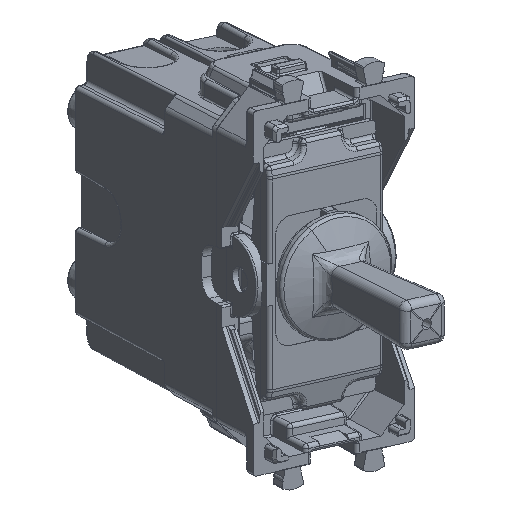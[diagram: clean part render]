
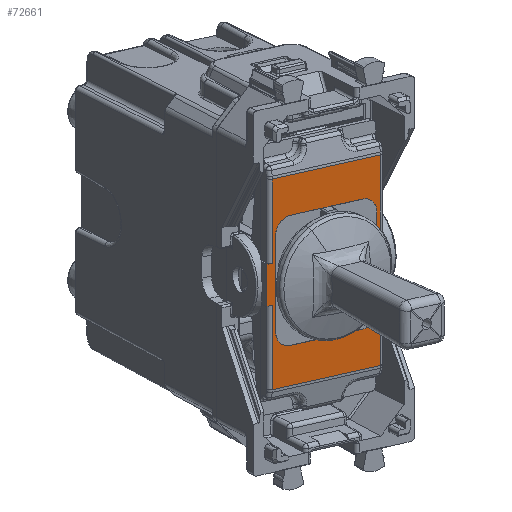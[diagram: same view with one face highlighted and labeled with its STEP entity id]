
A CAD part, top view. The second image highlights one B-rep face of the part: STEP entity #72661.
In plain terms, the highlighted face is planar.
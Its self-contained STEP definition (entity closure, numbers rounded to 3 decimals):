
#62730=CARTESIAN_POINT('Axis2P3D Location',(0.,0.,2.)) ;
#66291=CARTESIAN_POINT('Vertex',(2.585,-8.25,2.)) ;
#66294=CARTESIAN_POINT('Line Origine',(0.,-8.25,2.)) ;
#66298=CARTESIAN_POINT('Vertex',(-2.585,-8.25,2.)) ;
#66536=CARTESIAN_POINT('Vertex',(-2.585,8.25,2.)) ;
#66539=CARTESIAN_POINT('Line Origine',(0.,8.25,2.)) ;
#66543=CARTESIAN_POINT('Vertex',(2.585,8.25,2.)) ;
#70486=CARTESIAN_POINT('Vertex',(-6.,7.,2.)) ;
#70500=CARTESIAN_POINT('Vertex',(6.,7.,2.)) ;
#70503=CARTESIAN_POINT('Line Origine',(0.,7.,2.)) ;
#70520=CARTESIAN_POINT('Axis2P3D Location',(-6.,5.,2.)) ;
#70524=CARTESIAN_POINT('Vertex',(-8.,5.,2.)) ;
#70557=CARTESIAN_POINT('Vertex',(-8.,0.55,2.)) ;
#70565=CARTESIAN_POINT('Line Origine',(-8.,2.775,2.)) ;
#70581=CARTESIAN_POINT('Vertex',(-8.,-0.55,2.)) ;
#70586=CARTESIAN_POINT('Line Origine',(-8.,-2.775,2.)) ;
#70590=CARTESIAN_POINT('Vertex',(-8.,-5.,2.)) ;
#70617=CARTESIAN_POINT('Axis2P3D Location',(-6.,-5.,2.)) ;
#70621=CARTESIAN_POINT('Vertex',(-6.,-7.,2.)) ;
#70654=CARTESIAN_POINT('Vertex',(6.,-7.,2.)) ;
#70662=CARTESIAN_POINT('Line Origine',(0.,-7.,2.)) ;
#70679=CARTESIAN_POINT('Axis2P3D Location',(6.,-5.,2.)) ;
#70683=CARTESIAN_POINT('Vertex',(8.,-5.,2.)) ;
#70714=CARTESIAN_POINT('Vertex',(8.,-0.55,2.)) ;
#70724=CARTESIAN_POINT('Line Origine',(8.,-2.775,2.)) ;
#70742=CARTESIAN_POINT('Vertex',(8.,0.55,2.)) ;
#70745=CARTESIAN_POINT('Line Origine',(8.,2.775,2.)) ;
#70749=CARTESIAN_POINT('Vertex',(8.,5.,2.)) ;
#70776=CARTESIAN_POINT('Axis2P3D Location',(6.,5.,2.)) ;
#71645=CARTESIAN_POINT('Vertex',(2.585,-7.477,2.)) ;
#71650=CARTESIAN_POINT('Line Origine',(2.585,-7.739,2.)) ;
#71654=CARTESIAN_POINT('Vertex',(2.585,-8.,2.)) ;
#71657=CARTESIAN_POINT('Line Origine',(2.585,-8.125,2.)) ;
#71757=CARTESIAN_POINT('Vertex',(12.949,-7.477,2.)) ;
#71857=CARTESIAN_POINT('Line Origine',(0.,-7.477,2.)) ;
#71881=CARTESIAN_POINT('Line Origine',(-2.585,-8.125,2.)) ;
#71885=CARTESIAN_POINT('Vertex',(-2.585,-8.,2.)) ;
#71888=CARTESIAN_POINT('Line Origine',(-2.585,-7.739,2.)) ;
#71892=CARTESIAN_POINT('Vertex',(-2.585,-7.477,2.)) ;
#72059=CARTESIAN_POINT('Vertex',(-12.949,-7.477,2.)) ;
#72082=CARTESIAN_POINT('Line Origine',(0.,-7.477,2.)) ;
#72099=CARTESIAN_POINT('Line Origine',(-2.585,7.739,2.)) ;
#72103=CARTESIAN_POINT('Vertex',(-2.585,7.477,2.)) ;
#72105=CARTESIAN_POINT('Vertex',(-2.585,8.,2.)) ;
#72108=CARTESIAN_POINT('Line Origine',(-2.585,8.125,2.)) ;
#72196=CARTESIAN_POINT('Line Origine',(-12.949,0.,2.)) ;
#72200=CARTESIAN_POINT('Vertex',(-12.949,7.477,2.)) ;
#72344=CARTESIAN_POINT('Line Origine',(0.,7.477,2.)) ;
#72504=CARTESIAN_POINT('Line Origine',(2.585,7.739,2.)) ;
#72508=CARTESIAN_POINT('Vertex',(2.585,8.,2.)) ;
#72510=CARTESIAN_POINT('Vertex',(2.585,7.477,2.)) ;
#72537=CARTESIAN_POINT('Line Origine',(2.585,8.125,2.)) ;
#72587=CARTESIAN_POINT('Line Origine',(12.949,0.,2.)) ;
#72591=CARTESIAN_POINT('Vertex',(12.949,7.477,2.)) ;
#72614=CARTESIAN_POINT('Line Origine',(7.767,7.477,2.)) ;
#72637=CARTESIAN_POINT('Line Origine',(8.,0.,2.)) ;
#72642=CARTESIAN_POINT('Line Origine',(-8.,0.,2.)) ;
#62731=DIRECTION('Axis2P3D Direction',(0.,0.,1.)) ;
#62732=DIRECTION('Axis2P3D XDirection',(1.,0.,0.)) ;
#66295=DIRECTION('Vector Direction',(1.,0.,0.)) ;
#66540=DIRECTION('Vector Direction',(1.,0.,0.)) ;
#70504=DIRECTION('Vector Direction',(1.,0.,0.)) ;
#70521=DIRECTION('Axis2P3D Direction',(0.,0.,1.)) ;
#70566=DIRECTION('Vector Direction',(0.,-1.,0.)) ;
#70587=DIRECTION('Vector Direction',(0.,-1.,0.)) ;
#70618=DIRECTION('Axis2P3D Direction',(0.,0.,1.)) ;
#70663=DIRECTION('Vector Direction',(-1.,0.,0.)) ;
#70680=DIRECTION('Axis2P3D Direction',(0.,0.,1.)) ;
#70725=DIRECTION('Vector Direction',(0.,1.,0.)) ;
#70746=DIRECTION('Vector Direction',(0.,1.,0.)) ;
#70777=DIRECTION('Axis2P3D Direction',(0.,0.,1.)) ;
#71651=DIRECTION('Vector Direction',(0.,-1.,0.)) ;
#71658=DIRECTION('Vector Direction',(0.,1.,0.)) ;
#71858=DIRECTION('Vector Direction',(1.,0.,0.)) ;
#71882=DIRECTION('Vector Direction',(0.,1.,0.)) ;
#71889=DIRECTION('Vector Direction',(0.,-1.,0.)) ;
#72083=DIRECTION('Vector Direction',(1.,0.,0.)) ;
#72100=DIRECTION('Vector Direction',(0.,-1.,0.)) ;
#72109=DIRECTION('Vector Direction',(0.,1.,0.)) ;
#72197=DIRECTION('Vector Direction',(0.,1.,0.)) ;
#72345=DIRECTION('Vector Direction',(1.,0.,0.)) ;
#72505=DIRECTION('Vector Direction',(0.,-1.,0.)) ;
#72538=DIRECTION('Vector Direction',(0.,1.,0.)) ;
#72588=DIRECTION('Vector Direction',(0.,-1.,0.)) ;
#72615=DIRECTION('Vector Direction',(1.,0.,0.)) ;
#72638=DIRECTION('Vector Direction',(0.,1.,0.)) ;
#72643=DIRECTION('Vector Direction',(0.,-1.,0.)) ;
#62733=AXIS2_PLACEMENT_3D('Plane Axis2P3D',#62730,#62731,#62732) ;
#70522=AXIS2_PLACEMENT_3D('Circle Axis2P3D',#70520,#70521,$) ;
#70619=AXIS2_PLACEMENT_3D('Circle Axis2P3D',#70617,#70618,$) ;
#70681=AXIS2_PLACEMENT_3D('Circle Axis2P3D',#70679,#70680,$) ;
#70778=AXIS2_PLACEMENT_3D('Circle Axis2P3D',#70776,#70777,$) ;
#72620=ORIENTED_EDGE('',*,*,#72512,.F.) ;
#72621=ORIENTED_EDGE('',*,*,#72541,.T.) ;
#72622=ORIENTED_EDGE('',*,*,#66545,.F.) ;
#72623=ORIENTED_EDGE('',*,*,#72112,.F.) ;
#72624=ORIENTED_EDGE('',*,*,#72107,.F.) ;
#72625=ORIENTED_EDGE('',*,*,#72348,.T.) ;
#72626=ORIENTED_EDGE('',*,*,#72202,.T.) ;
#72627=ORIENTED_EDGE('',*,*,#72086,.T.) ;
#72628=ORIENTED_EDGE('',*,*,#71894,.F.) ;
#72629=ORIENTED_EDGE('',*,*,#71887,.T.) ;
#72630=ORIENTED_EDGE('',*,*,#66300,.T.) ;
#72631=ORIENTED_EDGE('',*,*,#71661,.F.) ;
#72632=ORIENTED_EDGE('',*,*,#71656,.F.) ;
#72633=ORIENTED_EDGE('',*,*,#71861,.T.) ;
#72634=ORIENTED_EDGE('',*,*,#72593,.T.) ;
#72635=ORIENTED_EDGE('',*,*,#72618,.T.) ;
#72648=ORIENTED_EDGE('',*,*,#70751,.F.) ;
#72649=ORIENTED_EDGE('',*,*,#72641,.T.) ;
#72650=ORIENTED_EDGE('',*,*,#70728,.F.) ;
#72651=ORIENTED_EDGE('',*,*,#70685,.F.) ;
#72652=ORIENTED_EDGE('',*,*,#70666,.T.) ;
#72653=ORIENTED_EDGE('',*,*,#70623,.F.) ;
#72654=ORIENTED_EDGE('',*,*,#70592,.F.) ;
#72655=ORIENTED_EDGE('',*,*,#72646,.F.) ;
#72656=ORIENTED_EDGE('',*,*,#70569,.F.) ;
#72657=ORIENTED_EDGE('',*,*,#70526,.F.) ;
#72658=ORIENTED_EDGE('',*,*,#70507,.T.) ;
#72659=ORIENTED_EDGE('',*,*,#70780,.F.) ;
#72660=FACE_BOUND('',#72647,.T.) ;
#66296=VECTOR('Line Direction',#66295,1.) ;
#66541=VECTOR('Line Direction',#66540,1.) ;
#70505=VECTOR('Line Direction',#70504,1.) ;
#70567=VECTOR('Line Direction',#70566,1.) ;
#70588=VECTOR('Line Direction',#70587,1.) ;
#70664=VECTOR('Line Direction',#70663,1.) ;
#70726=VECTOR('Line Direction',#70725,1.) ;
#70747=VECTOR('Line Direction',#70746,1.) ;
#71652=VECTOR('Line Direction',#71651,1.) ;
#71659=VECTOR('Line Direction',#71658,1.) ;
#71859=VECTOR('Line Direction',#71858,1.) ;
#71883=VECTOR('Line Direction',#71882,1.) ;
#71890=VECTOR('Line Direction',#71889,1.) ;
#72084=VECTOR('Line Direction',#72083,1.) ;
#72101=VECTOR('Line Direction',#72100,1.) ;
#72110=VECTOR('Line Direction',#72109,1.) ;
#72198=VECTOR('Line Direction',#72197,1.) ;
#72346=VECTOR('Line Direction',#72345,1.) ;
#72506=VECTOR('Line Direction',#72505,1.) ;
#72539=VECTOR('Line Direction',#72538,1.) ;
#72589=VECTOR('Line Direction',#72588,1.) ;
#72616=VECTOR('Line Direction',#72615,1.) ;
#72639=VECTOR('Line Direction',#72638,1.) ;
#72644=VECTOR('Line Direction',#72643,1.) ;
#72661=ADVANCED_FACE('PartBody',(#72636,#72660),#62734,.T.) ;
#70523=CIRCLE('generated circle',#70522,2.) ;
#70620=CIRCLE('generated circle',#70619,2.) ;
#70682=CIRCLE('generated circle',#70681,2.) ;
#70779=CIRCLE('generated circle',#70778,2.) ;
#66300=EDGE_CURVE('',#66299,#66292,#66297,.T.) ;
#66545=EDGE_CURVE('',#66537,#66544,#66542,.T.) ;
#70507=EDGE_CURVE('',#70487,#70501,#70506,.T.) ;
#70526=EDGE_CURVE('',#70487,#70525,#70523,.T.) ;
#70569=EDGE_CURVE('',#70525,#70558,#70568,.T.) ;
#70592=EDGE_CURVE('',#70582,#70591,#70589,.T.) ;
#70623=EDGE_CURVE('',#70591,#70622,#70620,.T.) ;
#70666=EDGE_CURVE('',#70655,#70622,#70665,.T.) ;
#70685=EDGE_CURVE('',#70655,#70684,#70682,.T.) ;
#70728=EDGE_CURVE('',#70684,#70715,#70727,.T.) ;
#70751=EDGE_CURVE('',#70743,#70750,#70748,.T.) ;
#70780=EDGE_CURVE('',#70750,#70501,#70779,.T.) ;
#71656=EDGE_CURVE('',#71646,#71655,#71653,.T.) ;
#71661=EDGE_CURVE('',#71655,#66292,#71660,.F.) ;
#71861=EDGE_CURVE('',#71646,#71758,#71860,.T.) ;
#71887=EDGE_CURVE('',#71886,#66299,#71884,.F.) ;
#71894=EDGE_CURVE('',#71886,#71893,#71891,.F.) ;
#72086=EDGE_CURVE('',#72060,#71893,#72085,.T.) ;
#72107=EDGE_CURVE('',#72104,#72106,#72102,.F.) ;
#72112=EDGE_CURVE('',#72106,#66537,#72111,.T.) ;
#72202=EDGE_CURVE('',#72201,#72060,#72199,.F.) ;
#72348=EDGE_CURVE('',#72104,#72201,#72347,.F.) ;
#72512=EDGE_CURVE('',#72509,#72511,#72507,.T.) ;
#72541=EDGE_CURVE('',#72509,#66544,#72540,.T.) ;
#72593=EDGE_CURVE('',#71758,#72592,#72590,.F.) ;
#72618=EDGE_CURVE('',#72592,#72511,#72617,.F.) ;
#72641=EDGE_CURVE('',#70743,#70715,#72640,.F.) ;
#72646=EDGE_CURVE('',#70558,#70582,#72645,.T.) ;
#72619=EDGE_LOOP('',(#72620,#72621,#72622,#72623,#72624,#72625,#72626,#72627,#72628,#72629,#72630,#72631,#72632,#72633,#72634,#72635)) ;
#72647=EDGE_LOOP('',(#72648,#72649,#72650,#72651,#72652,#72653,#72654,#72655,#72656,#72657,#72658,#72659)) ;
#72636=FACE_OUTER_BOUND('',#72619,.T.) ;
#66297=LINE('Line',#66294,#66296) ;
#66542=LINE('Line',#66539,#66541) ;
#70506=LINE('Line',#70503,#70505) ;
#70568=LINE('Line',#70565,#70567) ;
#70589=LINE('Line',#70586,#70588) ;
#70665=LINE('Line',#70662,#70664) ;
#70727=LINE('Line',#70724,#70726) ;
#70748=LINE('Line',#70745,#70747) ;
#71653=LINE('Line',#71650,#71652) ;
#71660=LINE('Line',#71657,#71659) ;
#71860=LINE('Line',#71857,#71859) ;
#71884=LINE('Line',#71881,#71883) ;
#71891=LINE('Line',#71888,#71890) ;
#72085=LINE('Line',#72082,#72084) ;
#72102=LINE('Line',#72099,#72101) ;
#72111=LINE('Line',#72108,#72110) ;
#72199=LINE('Line',#72196,#72198) ;
#72347=LINE('Line',#72344,#72346) ;
#72507=LINE('Line',#72504,#72506) ;
#72540=LINE('Line',#72537,#72539) ;
#72590=LINE('Line',#72587,#72589) ;
#72617=LINE('Line',#72614,#72616) ;
#72640=LINE('Line',#72637,#72639) ;
#72645=LINE('Line',#72642,#72644) ;
#62734=PLANE('',#62733) ;
#66292=VERTEX_POINT('',#66291) ;
#66299=VERTEX_POINT('',#66298) ;
#66537=VERTEX_POINT('',#66536) ;
#66544=VERTEX_POINT('',#66543) ;
#70487=VERTEX_POINT('',#70486) ;
#70501=VERTEX_POINT('',#70500) ;
#70525=VERTEX_POINT('',#70524) ;
#70558=VERTEX_POINT('',#70557) ;
#70582=VERTEX_POINT('',#70581) ;
#70591=VERTEX_POINT('',#70590) ;
#70622=VERTEX_POINT('',#70621) ;
#70655=VERTEX_POINT('',#70654) ;
#70684=VERTEX_POINT('',#70683) ;
#70715=VERTEX_POINT('',#70714) ;
#70743=VERTEX_POINT('',#70742) ;
#70750=VERTEX_POINT('',#70749) ;
#71646=VERTEX_POINT('',#71645) ;
#71655=VERTEX_POINT('',#71654) ;
#71758=VERTEX_POINT('',#71757) ;
#71886=VERTEX_POINT('',#71885) ;
#71893=VERTEX_POINT('',#71892) ;
#72060=VERTEX_POINT('',#72059) ;
#72104=VERTEX_POINT('',#72103) ;
#72106=VERTEX_POINT('',#72105) ;
#72201=VERTEX_POINT('',#72200) ;
#72509=VERTEX_POINT('',#72508) ;
#72511=VERTEX_POINT('',#72510) ;
#72592=VERTEX_POINT('',#72591) ;
